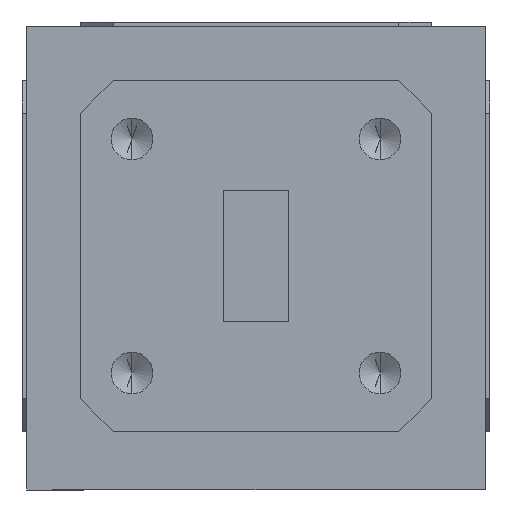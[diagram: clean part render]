
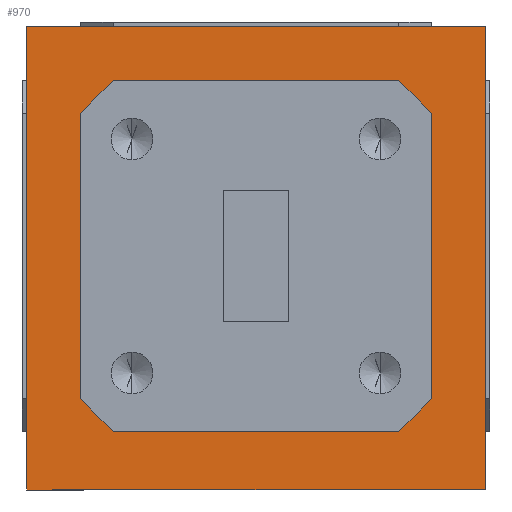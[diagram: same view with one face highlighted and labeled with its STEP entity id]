
A CAD part, front view. The second image highlights one B-rep face of the part: STEP entity #970.
In plain terms, the highlighted planar face has unit normal (0, -1, 0).
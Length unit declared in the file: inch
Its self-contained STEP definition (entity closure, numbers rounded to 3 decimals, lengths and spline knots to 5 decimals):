
#292 = LINE ( 'NONE', #10849, #3483 ) ;
#392 = VECTOR ( 'NONE', #6226, 39.37008 ) ;
#469 = ORIENTED_EDGE ( 'NONE', *, *, #9443, .T. ) ;
#486 = EDGE_CURVE ( 'NONE', #8231, #10957, #6926, .T. ) ;
#552 = DIRECTION ( 'NONE',  ( -0.707, 0., -0.707 ) ) ;
#970 = ADVANCED_FACE ( 'NONE', ( #8497, #1598 ), #6038, .T. ) ;
#1062 = LINE ( 'NONE', #10357, #2811 ) ;
#1069 = CARTESIAN_POINT ( 'NONE',  ( 0., -0.865, 0.49 ) ) ;
#1128 = VERTEX_POINT ( 'NONE', #10944 ) ;
#1343 = ORIENTED_EDGE ( 'NONE', *, *, #7776, .F. ) ;
#1497 = EDGE_CURVE ( 'NONE', #2943, #4495, #11106, .T. ) ;
#1558 = EDGE_LOOP ( 'NONE', ( #9930, #4515, #8298, #10143, #1343, #1644, #6530, #4038 ) ) ;
#1589 = DIRECTION ( 'NONE',  ( 1., 0., 0. ) ) ;
#1598 = FACE_OUTER_BOUND ( 'NONE', #10452, .T. ) ;
#1608 = AXIS2_PLACEMENT_3D ( 'NONE', #10122, #5026, #2382 ) ;
#1644 = ORIENTED_EDGE ( 'NONE', *, *, #1954, .F. ) ;
#1791 = CARTESIAN_POINT ( 'NONE',  ( 0.5, -0.865, -0.5 ) ) ;
#1799 = VECTOR ( 'NONE', #5424, 39.37008 ) ;
#1800 = CARTESIAN_POINT ( 'NONE',  ( -0.49, -0.865, 0.49 ) ) ;
#1954 = EDGE_CURVE ( 'NONE', #4495, #2159, #292, .T. ) ;
#2159 = VERTEX_POINT ( 'NONE', #10762 ) ;
#2196 = CARTESIAN_POINT ( 'NONE',  ( 0.49, -0.865, -0.5 ) ) ;
#2382 = DIRECTION ( 'NONE',  ( 0., 0., 1. ) ) ;
#2653 = CARTESIAN_POINT ( 'NONE',  ( -0.305, -0.865, 0.375 ) ) ;
#2788 = CARTESIAN_POINT ( 'NONE',  ( -0.375, -0.865, -0.305 ) ) ;
#2789 = DIRECTION ( 'NONE',  ( 1., 0., 0. ) ) ;
#2811 = VECTOR ( 'NONE', #7011, 39.37008 ) ;
#2943 = VERTEX_POINT ( 'NONE', #8580 ) ;
#3213 = VECTOR ( 'NONE', #2789, 39.37008 ) ;
#3483 = VECTOR ( 'NONE', #3723, 39.37008 ) ;
#3535 = CARTESIAN_POINT ( 'NONE',  ( 0.49, -0.865, 0.49 ) ) ;
#3596 = VECTOR ( 'NONE', #6125, 39.37008 ) ;
#3723 = DIRECTION ( 'NONE',  ( 0., 0., 1. ) ) ;
#3883 = EDGE_CURVE ( 'NONE', #11176, #10957, #11127, .T. ) ;
#3979 = VECTOR ( 'NONE', #552, 39.37008 ) ;
#4017 = EDGE_CURVE ( 'NONE', #10312, #7579, #1062, .T. ) ;
#4038 = ORIENTED_EDGE ( 'NONE', *, *, #7427, .F. ) ;
#4299 = CARTESIAN_POINT ( 'NONE',  ( 0.375, -0.865, -0.305 ) ) ;
#4495 = VERTEX_POINT ( 'NONE', #4299 ) ;
#4515 = ORIENTED_EDGE ( 'NONE', *, *, #4017, .F. ) ;
#4534 = VECTOR ( 'NONE', #1589, 39.37008 ) ;
#4600 = DIRECTION ( 'NONE',  ( -0.707, 0., 0.707 ) ) ;
#4699 = LINE ( 'NONE', #2788, #392 ) ;
#4725 = LINE ( 'NONE', #8211, #3979 ) ;
#5010 = CARTESIAN_POINT ( 'NONE',  ( -0.49, -0.865, -0.5 ) ) ;
#5026 = DIRECTION ( 'NONE',  ( 0., -1., 0. ) ) ;
#5150 = CARTESIAN_POINT ( 'NONE',  ( -0.375, -0.865, 0.305 ) ) ;
#5183 = EDGE_CURVE ( 'NONE', #10719, #10312, #4725, .T. ) ;
#5424 = DIRECTION ( 'NONE',  ( -1., 0., 0. ) ) ;
#5454 = LINE ( 'NONE', #8933, #7590 ) ;
#5860 = CARTESIAN_POINT ( 'NONE',  ( -0.305, -0.865, -0.375 ) ) ;
#6038 = PLANE ( 'NONE',  #1608 ) ;
#6125 = DIRECTION ( 'NONE',  ( 0., 0., -1. ) ) ;
#6226 = DIRECTION ( 'NONE',  ( 0.707, 0., -0.707 ) ) ;
#6240 = VECTOR ( 'NONE', #10388, 39.37008 ) ;
#6258 = LINE ( 'NONE', #1069, #1799 ) ;
#6530 = ORIENTED_EDGE ( 'NONE', *, *, #1497, .F. ) ;
#6926 = LINE ( 'NONE', #1791, #3213 ) ;
#6989 = CARTESIAN_POINT ( 'NONE',  ( -0.375, -0.865, -0.305 ) ) ;
#6993 = CARTESIAN_POINT ( 'NONE',  ( -0.49, -0.865, 0. ) ) ;
#7011 = DIRECTION ( 'NONE',  ( 0., 0., -1. ) ) ;
#7283 = VECTOR ( 'NONE', #7786, 39.37008 ) ;
#7427 = EDGE_CURVE ( 'NONE', #7879, #2943, #10783, .T. ) ;
#7579 = VERTEX_POINT ( 'NONE', #6989 ) ;
#7590 = VECTOR ( 'NONE', #4600, 39.37008 ) ;
#7632 = ORIENTED_EDGE ( 'NONE', *, *, #3883, .F. ) ;
#7642 = VERTEX_POINT ( 'NONE', #1800 ) ;
#7697 = LINE ( 'NONE', #8484, #7969 ) ;
#7776 = EDGE_CURVE ( 'NONE', #2159, #1128, #5454, .T. ) ;
#7786 = DIRECTION ( 'NONE',  ( 0.707, 0., 0.707 ) ) ;
#7804 = CARTESIAN_POINT ( 'NONE',  ( 0.49, -0.865, 0. ) ) ;
#7879 = VERTEX_POINT ( 'NONE', #10601 ) ;
#7969 = VECTOR ( 'NONE', #11133, 39.37008 ) ;
#7987 = ORIENTED_EDGE ( 'NONE', *, *, #486, .T. ) ;
#8211 = CARTESIAN_POINT ( 'NONE',  ( -0.375, -0.865, 0.305 ) ) ;
#8231 = VERTEX_POINT ( 'NONE', #5010 ) ;
#8235 = EDGE_CURVE ( 'NONE', #1128, #10719, #7697, .T. ) ;
#8251 = EDGE_CURVE ( 'NONE', #11176, #7642, #6258, .T. ) ;
#8298 = ORIENTED_EDGE ( 'NONE', *, *, #5183, .F. ) ;
#8463 = CARTESIAN_POINT ( 'NONE',  ( 0.305, -0.865, -0.375 ) ) ;
#8484 = CARTESIAN_POINT ( 'NONE',  ( -0.305, -0.865, 0.375 ) ) ;
#8495 = LINE ( 'NONE', #6993, #3596 ) ;
#8497 = FACE_BOUND ( 'NONE', #1558, .T. ) ;
#8580 = CARTESIAN_POINT ( 'NONE',  ( 0.305, -0.865, -0.375 ) ) ;
#8933 = CARTESIAN_POINT ( 'NONE',  ( 0.305, -0.865, 0.375 ) ) ;
#9443 = EDGE_CURVE ( 'NONE', #7642, #8231, #8495, .T. ) ;
#9607 = ORIENTED_EDGE ( 'NONE', *, *, #8251, .T. ) ;
#9930 = ORIENTED_EDGE ( 'NONE', *, *, #10050, .F. ) ;
#10050 = EDGE_CURVE ( 'NONE', #7579, #7879, #4699, .T. ) ;
#10122 = CARTESIAN_POINT ( 'NONE',  ( 0., -0.865, 0. ) ) ;
#10143 = ORIENTED_EDGE ( 'NONE', *, *, #8235, .F. ) ;
#10312 = VERTEX_POINT ( 'NONE', #5150 ) ;
#10357 = CARTESIAN_POINT ( 'NONE',  ( -0.375, -0.865, -0.305 ) ) ;
#10388 = DIRECTION ( 'NONE',  ( 0., 0., -1. ) ) ;
#10452 = EDGE_LOOP ( 'NONE', ( #9607, #469, #7987, #7632 ) ) ;
#10601 = CARTESIAN_POINT ( 'NONE',  ( -0.305, -0.865, -0.375 ) ) ;
#10719 = VERTEX_POINT ( 'NONE', #2653 ) ;
#10762 = CARTESIAN_POINT ( 'NONE',  ( 0.375, -0.865, 0.305 ) ) ;
#10783 = LINE ( 'NONE', #5860, #4534 ) ;
#10849 = CARTESIAN_POINT ( 'NONE',  ( 0.375, -0.865, -0.305 ) ) ;
#10944 = CARTESIAN_POINT ( 'NONE',  ( 0.305, -0.865, 0.375 ) ) ;
#10957 = VERTEX_POINT ( 'NONE', #2196 ) ;
#11106 = LINE ( 'NONE', #8463, #7283 ) ;
#11127 = LINE ( 'NONE', #7804, #6240 ) ;
#11133 = DIRECTION ( 'NONE',  ( -1., 0., 0. ) ) ;
#11176 = VERTEX_POINT ( 'NONE', #3535 ) ;
